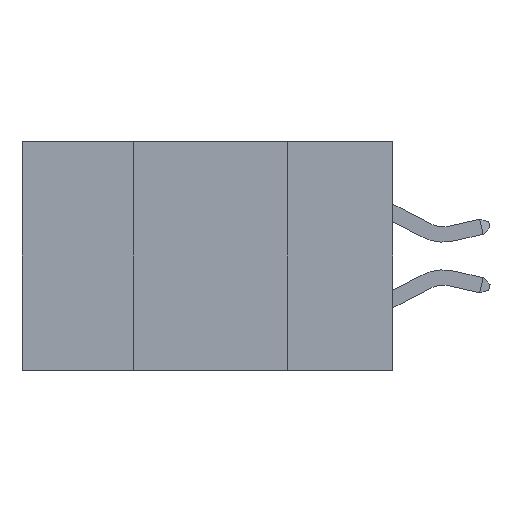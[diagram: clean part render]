
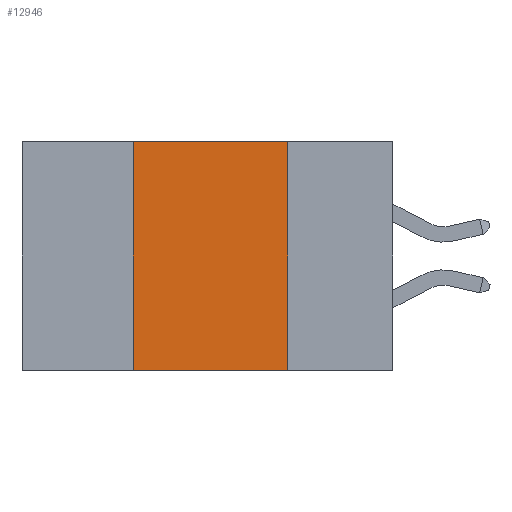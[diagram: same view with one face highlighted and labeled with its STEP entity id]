
A CAD part, left-side view. The second image highlights one B-rep face of the part: STEP entity #12946.
In plain terms, the highlighted planar face has unit normal (-1, 0, 0).
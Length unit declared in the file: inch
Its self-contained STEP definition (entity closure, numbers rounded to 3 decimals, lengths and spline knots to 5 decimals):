
#184 = VERTEX_POINT ( 'NONE', #7670 ) ;
#220 = LINE ( 'NONE', #1792, #6110 ) ;
#1629 = LINE ( 'NONE', #9949, #12129 ) ;
#1792 = CARTESIAN_POINT ( 'NONE',  ( 0., 0.6, -0.37 ) ) ;
#2624 = VERTEX_POINT ( 'NONE', #10809 ) ;
#2858 = DIRECTION ( 'NONE',  ( 0., 0., -1. ) ) ;
#3452 = ORIENTED_EDGE ( 'NONE', *, *, #12992, .T. ) ;
#3566 = FACE_OUTER_BOUND ( 'NONE', #6247, .T. ) ;
#3798 = CARTESIAN_POINT ( 'NONE',  ( 0., 0.42, 0. ) ) ;
#4078 = CARTESIAN_POINT ( 'NONE',  ( 0., 0.17, 0. ) ) ;
#4532 = ORIENTED_EDGE ( 'NONE', *, *, #12862, .F. ) ;
#5135 = VERTEX_POINT ( 'NONE', #9978 ) ;
#5501 = VECTOR ( 'NONE', #6212, 39.37008 ) ;
#5996 = DIRECTION ( 'NONE',  ( 0., 0., 1. ) ) ;
#6090 = DIRECTION ( 'NONE',  ( 1., 0., 0. ) ) ;
#6110 = VECTOR ( 'NONE', #11953, 39.37008 ) ;
#6212 = DIRECTION ( 'NONE',  ( 0., 0., -1. ) ) ;
#6247 = EDGE_LOOP ( 'NONE', ( #7598, #11174, #4532, #3452 ) ) ;
#7333 = CARTESIAN_POINT ( 'NONE',  ( 0., 0.6, 0. ) ) ;
#7598 = ORIENTED_EDGE ( 'NONE', *, *, #10881, .F. ) ;
#7670 = CARTESIAN_POINT ( 'NONE',  ( 0., 0.17, -0.37 ) ) ;
#7838 = LINE ( 'NONE', #7333, #9834 ) ;
#8114 = CARTESIAN_POINT ( 'NONE',  ( 0., 0.6, 0. ) ) ;
#8330 = DIRECTION ( 'NONE',  ( 0., -1., 0. ) ) ;
#9155 = PLANE ( 'NONE',  #12108 ) ;
#9491 = VERTEX_POINT ( 'NONE', #3798 ) ;
#9834 = VECTOR ( 'NONE', #8330, 39.37008 ) ;
#9949 = CARTESIAN_POINT ( 'NONE',  ( 0., 0.42, 0. ) ) ;
#9978 = CARTESIAN_POINT ( 'NONE',  ( 0., 0.42, -0.37 ) ) ;
#10735 = LINE ( 'NONE', #4078, #5501 ) ;
#10809 = CARTESIAN_POINT ( 'NONE',  ( 0., 0.17, 0. ) ) ;
#10881 = EDGE_CURVE ( 'NONE', #2624, #184, #10735, .T. ) ;
#11174 = ORIENTED_EDGE ( 'NONE', *, *, #13062, .F. ) ;
#11953 = DIRECTION ( 'NONE',  ( 0., -1., 0. ) ) ;
#12108 = AXIS2_PLACEMENT_3D ( 'NONE', #8114, #6090, #2858 ) ;
#12129 = VECTOR ( 'NONE', #5996, 39.37008 ) ;
#12862 = EDGE_CURVE ( 'NONE', #5135, #9491, #1629, .T. ) ;
#12946 = ADVANCED_FACE ( 'NONE', ( #3566 ), #9155, .F. ) ;
#12992 = EDGE_CURVE ( 'NONE', #5135, #184, #220, .T. ) ;
#13062 = EDGE_CURVE ( 'NONE', #9491, #2624, #7838, .T. ) ;
